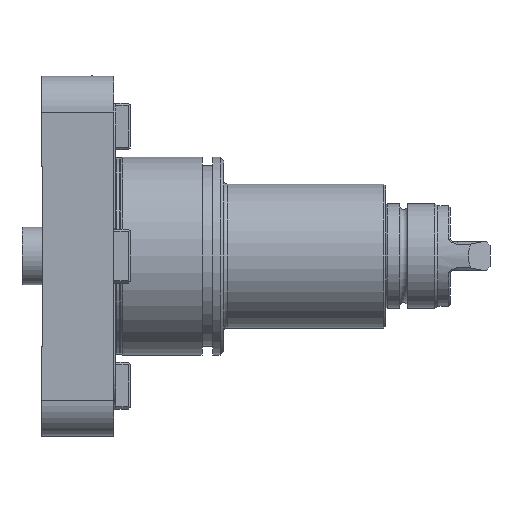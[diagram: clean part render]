
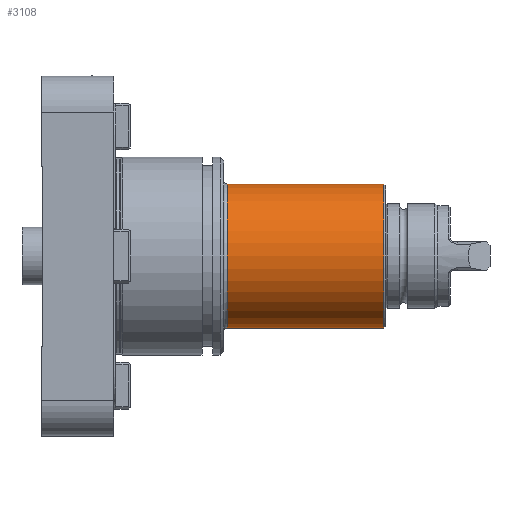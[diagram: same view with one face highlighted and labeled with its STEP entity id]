
A CAD part, left-side view. The second image highlights one B-rep face of the part: STEP entity #3108.
In plain terms, the highlighted cylindrical face has radius 20 mm (diameter 40 mm), a full revolution.
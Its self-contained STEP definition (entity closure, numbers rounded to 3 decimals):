
#2214 = CARTESIAN_POINT ( 'NONE',  ( 0., -95., 0. ) ) ;
#2351 = FACE_OUTER_BOUND ( 'NONE', #17181, .T. ) ;
#3108 = ADVANCED_FACE ( 'Defeature completata1_49', ( #2351, #13760 ), #25531, .T. ) ;
#3476 = DIRECTION ( 'NONE',  ( 0., 0., -1. ) ) ;
#4172 = DIRECTION ( 'NONE',  ( 0., -1., 0. ) ) ;
#5420 = CARTESIAN_POINT ( 'NONE',  ( 0., -51.5, 0. ) ) ;
#6094 = DIRECTION ( 'NONE',  ( 0., 0., -1. ) ) ;
#7667 = DIRECTION ( 'NONE',  ( 0., 1., 0. ) ) ;
#7944 = EDGE_CURVE ( 'NONE', #16211, #16211, #17015, .T. ) ;
#9136 = EDGE_LOOP ( 'NONE', ( #9379 ) ) ;
#9379 = ORIENTED_EDGE ( 'NONE', *, *, #7944, .T. ) ;
#9604 = ORIENTED_EDGE ( 'NONE', *, *, #19995, .T. ) ;
#9739 = CIRCLE ( 'NONE', #12226, 20. ) ;
#10000 = AXIS2_PLACEMENT_3D ( 'NONE', #17634, #4172, #11660 ) ;
#11660 = DIRECTION ( 'NONE',  ( 0., 0., -1. ) ) ;
#12226 = AXIS2_PLACEMENT_3D ( 'NONE', #2214, #7667, #6094 ) ;
#13314 = DIRECTION ( 'NONE',  ( 0., -1., 0. ) ) ;
#13760 = FACE_OUTER_BOUND ( 'NONE', #9136, .T. ) ;
#14393 = VERTEX_POINT ( 'NONE', #22146 ) ;
#16211 = VERTEX_POINT ( 'NONE', #20077 ) ;
#17015 = CIRCLE ( 'NONE', #19488, 20. ) ;
#17181 = EDGE_LOOP ( 'NONE', ( #9604 ) ) ;
#17634 = CARTESIAN_POINT ( 'NONE',  ( 0., 0., 0. ) ) ;
#19488 = AXIS2_PLACEMENT_3D ( 'NONE', #5420, #13314, #3476 ) ;
#19995 = EDGE_CURVE ( 'NONE', #14393, #14393, #9739, .T. ) ;
#20077 = CARTESIAN_POINT ( 'NONE',  ( 0., -51.5, -20. ) ) ;
#22146 = CARTESIAN_POINT ( 'NONE',  ( 0., -95., -20. ) ) ;
#25531 = CYLINDRICAL_SURFACE ( 'NONE', #10000, 20. ) ;
